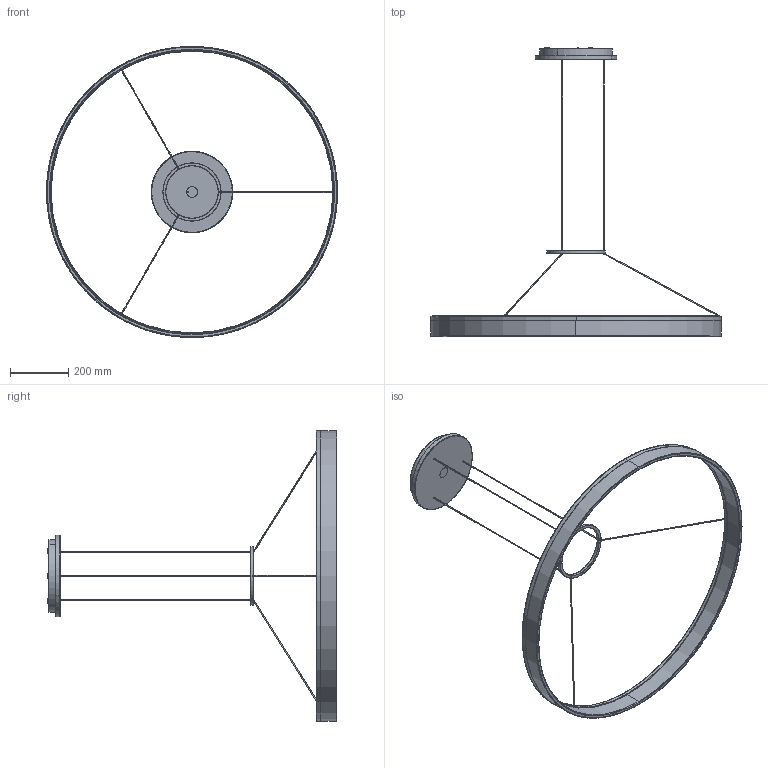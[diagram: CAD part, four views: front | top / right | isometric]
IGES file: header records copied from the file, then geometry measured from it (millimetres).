
Start section: SolidWorks IGES file using analytic representation for surfaces
Global section: file name: 00-3646.igs; native system: SolidWorks 2015; preprocessor: SolidWorks 2015; author: rpena; date: 160119.181355; units: millimetre
Bounding box: 1000.6 x 995.33 x 1000.6 mm (x, y, z)
Surface area: 743586.7 mm2 (no closed solid volume)
Topology: 0 solids, 0 shells, 88 faces, 2077 edges, 2077 vertices
Faces by surface type: revolution 44, bspline 44
